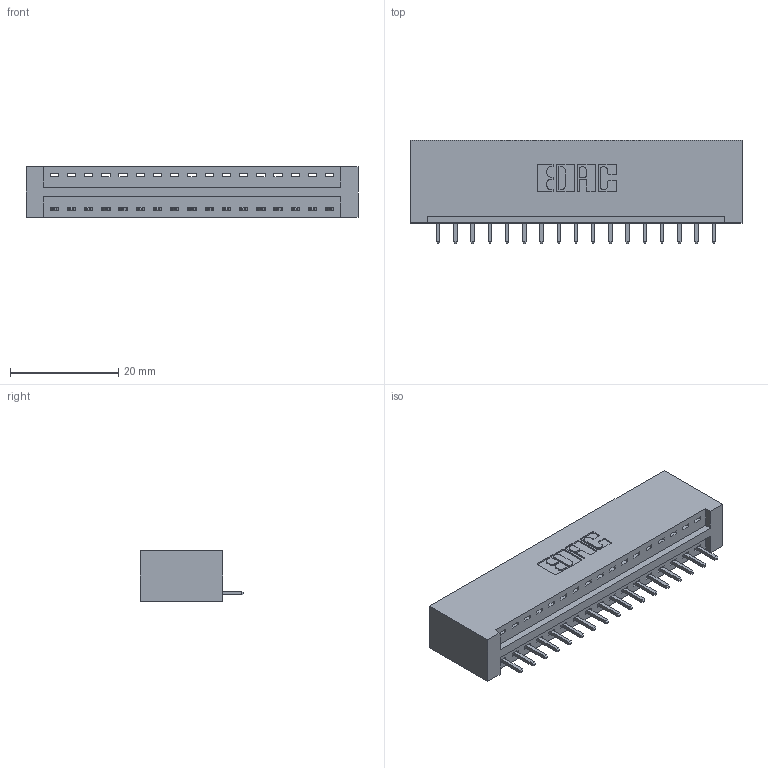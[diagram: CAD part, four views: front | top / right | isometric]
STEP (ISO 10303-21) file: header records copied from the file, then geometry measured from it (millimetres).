
FILE_DESCRIPTION (( 'STEP AP203' ), '1' );
FILE_NAME ('346-017-521-101.STEP', '2018-08-20T05:51:23', ( '' ), ( '' ), 'SwSTEP 2.0', 'SolidWorks 2016', '' );
FILE_SCHEMA (( 'CONFIG_CONTROL_DESIGN' ));
Length unit declared in the file: inch
Products named in the file (3): 346 Part_No Mounting Lugs; 345-292-001_345-293-121; 346-017-521-101
Assembly tree (18 placements, depth 2):
  346-017-521-101
    346 Part_No Mounting Lugs
    345-292-001_345-293-121  x17
Bounding box: 61.21 x 19.05 x 9.4 mm (x, y, z)
Volume: 6188.3 mm3; surface area: 7347.6 mm2
Topology: 18 solids, 18 shells, 1100 faces, 3297 edges, 2174 vertices
Faces by surface type: plane 752, cylinder 348
Entity records: 13657 total; most frequent: CARTESIAN_POINT 2355, ORIENTED_EDGE 2306, DIRECTION 2103, EDGE_CURVE 1153, VECTOR 961, LINE 961, VERTEX_POINT 766, AXIS2_PLACEMENT_3D 571
